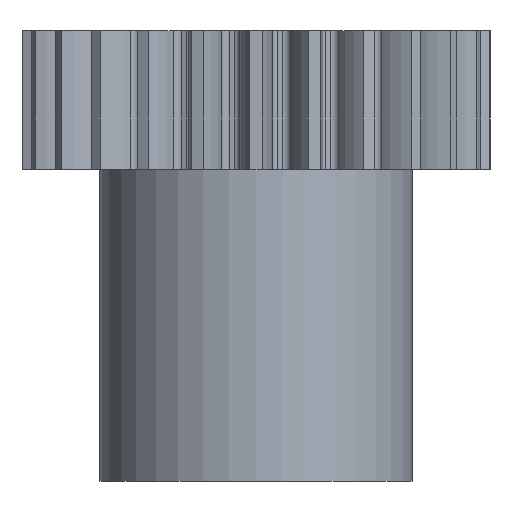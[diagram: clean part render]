
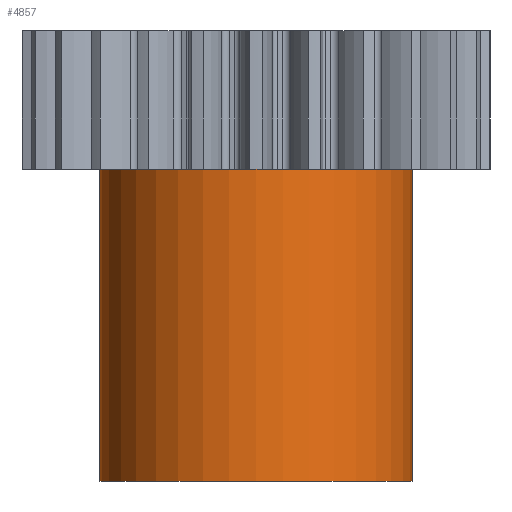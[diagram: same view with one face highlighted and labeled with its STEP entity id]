
A CAD part, front view. The second image highlights one B-rep face of the part: STEP entity #4857.
In plain terms, the highlighted cylindrical face has radius 9 mm (diameter 18 mm), a partial arc.
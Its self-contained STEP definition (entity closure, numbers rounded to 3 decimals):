
#2170 = FACE_OUTER_BOUND ( 'NONE', #4926, .T. ) ;
#2192 = CIRCLE ( 'NONE', #2202, 9. ) ;
#2201 = DIRECTION ( 'NONE',  ( 1., 0., 0. ) ) ;
#2202 = AXIS2_PLACEMENT_3D ( 'NONE', #2206, #2223, #2201 ) ;
#2206 = CARTESIAN_POINT ( 'NONE',  ( 0., 0., -18. ) ) ;
#2208 = AXIS2_PLACEMENT_3D ( 'NONE', #2210, #2215, #2214 ) ;
#2210 = CARTESIAN_POINT ( 'NONE',  ( 0., 0., -18. ) ) ;
#2214 = DIRECTION ( 'NONE',  ( 1., 0., 0. ) ) ;
#2215 = DIRECTION ( 'NONE',  ( 0., 0., 1. ) ) ;
#2218 = CYLINDRICAL_SURFACE ( 'NONE', #2208, 9. ) ;
#2223 = DIRECTION ( 'NONE',  ( 0., 0., 1. ) ) ;
#3061 = VERTEX_POINT ( 'NONE', #5355 ) ;
#3065 = VERTEX_POINT ( 'NONE', #5402 ) ;
#3106 = EDGE_CURVE ( 'NONE', #3065, #3061, #5679, .T. ) ;
#3110 = VERTEX_POINT ( 'NONE', #5671 ) ;
#3113 = EDGE_CURVE ( 'NONE', #3115, #3110, #5674, .T. ) ;
#3115 = VERTEX_POINT ( 'NONE', #5666 ) ;
#3140 = EDGE_CURVE ( 'NONE', #3061, #3110, #5733, .T. ) ;
#4854 = ORIENTED_EDGE ( 'NONE', *, *, #3113, .T. ) ;
#4857 = ADVANCED_FACE ( 'NONE', ( #2170 ), #2218, .T. ) ;
#4858 = EDGE_CURVE ( 'NONE', #3065, #3115, #2192, .T. ) ;
#4913 = ORIENTED_EDGE ( 'NONE', *, *, #3140, .F. ) ;
#4921 = ORIENTED_EDGE ( 'NONE', *, *, #3106, .F. ) ;
#4923 = ORIENTED_EDGE ( 'NONE', *, *, #4858, .T. ) ;
#4926 = EDGE_LOOP ( 'NONE', ( #4921, #4923, #4854, #4913 ) ) ;
#5355 = CARTESIAN_POINT ( 'NONE',  ( -9., 0., 0. ) ) ;
#5402 = CARTESIAN_POINT ( 'NONE',  ( -9., 0., -18. ) ) ;
#5666 = CARTESIAN_POINT ( 'NONE',  ( 9., 0., -18. ) ) ;
#5671 = CARTESIAN_POINT ( 'NONE',  ( 9., 0., 0. ) ) ;
#5674 = LINE ( 'NONE', #5719, #5718 ) ;
#5675 = DIRECTION ( 'NONE',  ( 0., 0., 1. ) ) ;
#5676 = VECTOR ( 'NONE', #5675, 1000. ) ;
#5677 = CARTESIAN_POINT ( 'NONE',  ( -9., 0., -18. ) ) ;
#5679 = LINE ( 'NONE', #5677, #5676 ) ;
#5717 = DIRECTION ( 'NONE',  ( 0., 0., 1. ) ) ;
#5718 = VECTOR ( 'NONE', #5717, 1000. ) ;
#5719 = CARTESIAN_POINT ( 'NONE',  ( 9., 0., -18. ) ) ;
#5728 = DIRECTION ( 'NONE',  ( 1., 0., 0. ) ) ;
#5729 = DIRECTION ( 'NONE',  ( 0., 0., 1. ) ) ;
#5730 = CARTESIAN_POINT ( 'NONE',  ( 0., 0., 0. ) ) ;
#5731 = AXIS2_PLACEMENT_3D ( 'NONE', #5730, #5729, #5728 ) ;
#5733 = CIRCLE ( 'NONE', #5731, 9. ) ;
